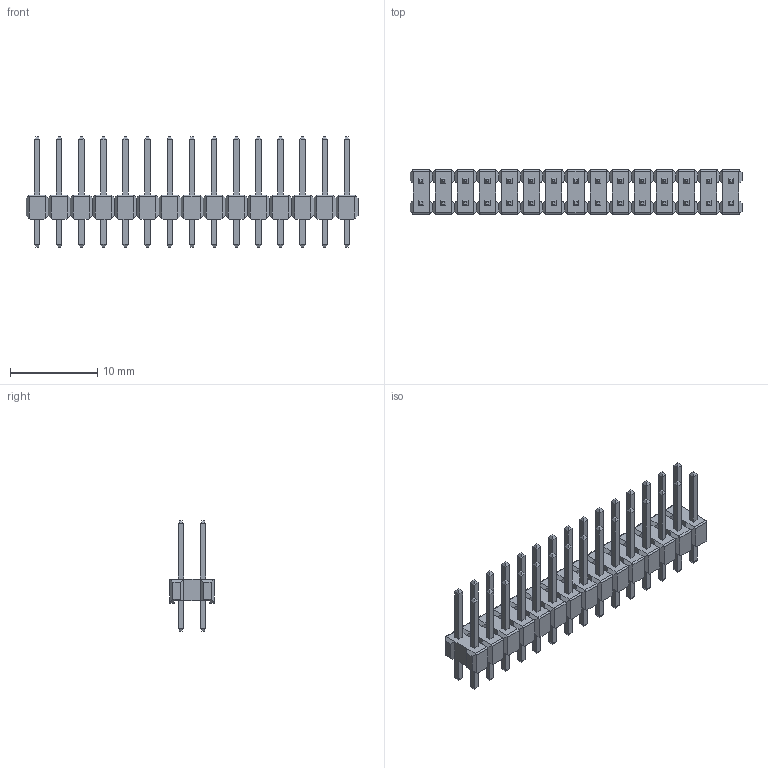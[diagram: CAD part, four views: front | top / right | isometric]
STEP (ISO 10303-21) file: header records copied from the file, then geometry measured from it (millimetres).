
FILE_DESCRIPTION(/* description */ (''),/* implementation_level */ '2;1');
FILE_NAME(/* name */ 'PI0EEC~1',/* time_stamp */ '2014-06-14T20:54:16+02:00',/* author */ (''),/* organization */ (''),/* preprocessor_version */ 'ST-DEVELOPER v14',/* originating_system */ '',/* authorisation */ '');
FILE_SCHEMA (('AUTOMOTIVE_DESIGN'));
Length unit declared in the file: millimetre
Products named in the file (1): Document
Bounding box: 38.1 x 5.08 x 12.7 mm (x, y, z)
Volume: 536.8 mm3; surface area: 2020.8 mm2
Topology: 45 solids, 45 shells, 1020 faces, 2497 edges, 1569 vertices
Faces by surface type: plane 930, bspline 90
Entity records: 57061 total; most frequent: CARTESIAN_POINT 21770, B_SPLINE_CURVE_WITH_KNOTS 7222, ORIENTED_EDGE 4980, PCURVE 4980, DEFINITIONAL_REPRESENTATION 4980, SURFACE_CURVE 2490, EDGE_CURVE 2490, VERTEX_POINT 1560
